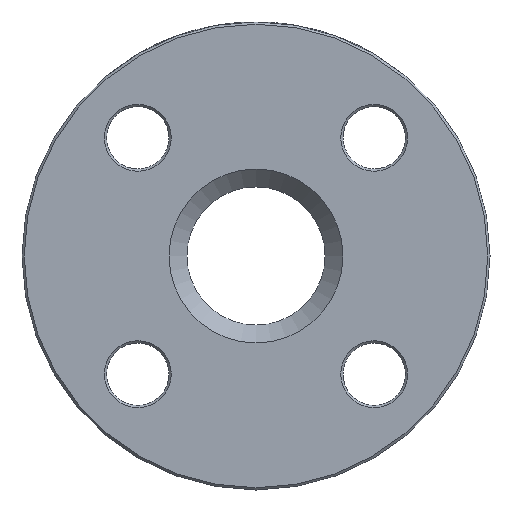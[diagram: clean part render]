
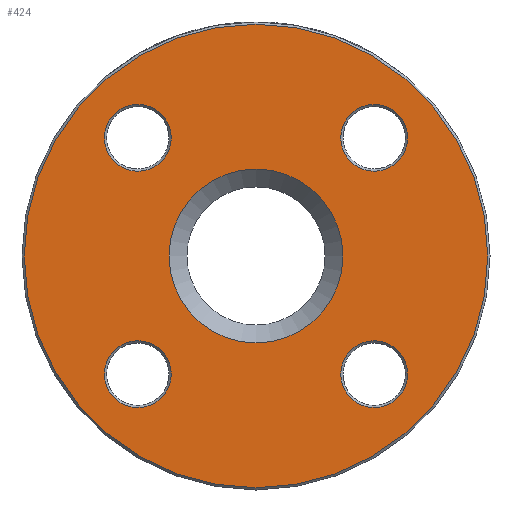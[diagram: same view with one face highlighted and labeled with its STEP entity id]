
A CAD part, left-side view. The second image highlights one B-rep face of the part: STEP entity #424.
In plain terms, the highlighted planar face has unit normal (-1, 0, 0).
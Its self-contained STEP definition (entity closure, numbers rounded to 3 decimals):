
#38 = CARTESIAN_POINT ( 'NONE',  ( 0., 26.517, -26.517 ) ) ;
#107 = CARTESIAN_POINT ( 'NONE',  ( 0., 15.5, 0. ) ) ;
#132 = FACE_OUTER_BOUND ( 'NONE', #228, .T. ) ;
#158 = DIRECTION ( 'NONE',  ( 0., 0., -1. ) ) ;
#228 = EDGE_LOOP ( 'NONE', ( #1993 ) ) ;
#249 = DIRECTION ( 'NONE',  ( 1., 0., 0. ) ) ;
#361 = EDGE_CURVE ( 'NONE', #546, #546, #1850, .T. ) ;
#424 = ADVANCED_FACE ( 'NONE', ( #2264, #132, #1177, #866, #3713, #468 ), #2316, .F. ) ;
#468 = FACE_BOUND ( 'NONE', #3536, .T. ) ;
#489 = CARTESIAN_POINT ( 'NONE',  ( 0., -26.517, -26.517 ) ) ;
#546 = VERTEX_POINT ( 'NONE', #1238 ) ;
#765 = DIRECTION ( 'NONE',  ( 1., 0., 0. ) ) ;
#789 = DIRECTION ( 'NONE',  ( 0., 0., -1. ) ) ;
#866 = FACE_BOUND ( 'NONE', #4303, .T. ) ;
#902 = ORIENTED_EDGE ( 'NONE', *, *, #1408, .T. ) ;
#904 = EDGE_CURVE ( 'NONE', #2026, #2026, #3848, .T. ) ;
#992 = CIRCLE ( 'NONE', #3642, 7.5 ) ;
#1066 = AXIS2_PLACEMENT_3D ( 'NONE', #3836, #4502, #1327 ) ;
#1088 = ORIENTED_EDGE ( 'NONE', *, *, #4107, .T. ) ;
#1177 = FACE_BOUND ( 'NONE', #3341, .T. ) ;
#1238 = CARTESIAN_POINT ( 'NONE',  ( 0., 0., -52. ) ) ;
#1327 = DIRECTION ( 'NONE',  ( 0., 0., -1. ) ) ;
#1359 = CARTESIAN_POINT ( 'NONE',  ( 0., 26.517, 26.517 ) ) ;
#1408 = EDGE_CURVE ( 'NONE', #1679, #1679, #4164, .T. ) ;
#1474 = AXIS2_PLACEMENT_3D ( 'NONE', #107, #3352, #1582 ) ;
#1488 = DIRECTION ( 'NONE',  ( 1., 0., 0. ) ) ;
#1582 = DIRECTION ( 'NONE',  ( 0., 0., -1. ) ) ;
#1623 = DIRECTION ( 'NONE',  ( 0., 0., -1. ) ) ;
#1679 = VERTEX_POINT ( 'NONE', #3451 ) ;
#1746 = EDGE_LOOP ( 'NONE', ( #2279 ) ) ;
#1791 = VERTEX_POINT ( 'NONE', #2122 ) ;
#1850 = CIRCLE ( 'NONE', #2311, 52. ) ;
#1993 = ORIENTED_EDGE ( 'NONE', *, *, #361, .T. ) ;
#2026 = VERTEX_POINT ( 'NONE', #2669 ) ;
#2122 = CARTESIAN_POINT ( 'NONE',  ( 0., -26.517, 19.017 ) ) ;
#2240 = ORIENTED_EDGE ( 'NONE', *, *, #4668, .T. ) ;
#2264 = FACE_BOUND ( 'NONE', #2561, .T. ) ;
#2279 = ORIENTED_EDGE ( 'NONE', *, *, #4577, .T. ) ;
#2311 = AXIS2_PLACEMENT_3D ( 'NONE', #2660, #2971, #158 ) ;
#2316 = PLANE ( 'NONE',  #1474 ) ;
#2408 = AXIS2_PLACEMENT_3D ( 'NONE', #489, #3999, #789 ) ;
#2516 = CARTESIAN_POINT ( 'NONE',  ( 0., 26.517, 19.017 ) ) ;
#2561 = EDGE_LOOP ( 'NONE', ( #902 ) ) ;
#2660 = CARTESIAN_POINT ( 'NONE',  ( 0., 0., 0. ) ) ;
#2669 = CARTESIAN_POINT ( 'NONE',  ( 0., -26.517, -34.017 ) ) ;
#2699 = ORIENTED_EDGE ( 'NONE', *, *, #904, .T. ) ;
#2813 = CARTESIAN_POINT ( 'NONE',  ( 0., 26.517, -34.017 ) ) ;
#2971 = DIRECTION ( 'NONE',  ( -1., 0., 0. ) ) ;
#3168 = VERTEX_POINT ( 'NONE', #2516 ) ;
#3194 = CARTESIAN_POINT ( 'NONE',  ( 0., 0., 0. ) ) ;
#3252 = AXIS2_PLACEMENT_3D ( 'NONE', #38, #1488, #3695 ) ;
#3341 = EDGE_LOOP ( 'NONE', ( #2240 ) ) ;
#3352 = DIRECTION ( 'NONE',  ( 1., 0., 0. ) ) ;
#3451 = CARTESIAN_POINT ( 'NONE',  ( 0., 0., -19.5 ) ) ;
#3536 = EDGE_LOOP ( 'NONE', ( #1088 ) ) ;
#3642 = AXIS2_PLACEMENT_3D ( 'NONE', #1359, #249, #1623 ) ;
#3695 = DIRECTION ( 'NONE',  ( 0., 0., -1. ) ) ;
#3713 = FACE_BOUND ( 'NONE', #1746, .T. ) ;
#3836 = CARTESIAN_POINT ( 'NONE',  ( 0., -26.517, 26.517 ) ) ;
#3848 = CIRCLE ( 'NONE', #2408, 7.5 ) ;
#3943 = CIRCLE ( 'NONE', #1066, 7.5 ) ;
#3980 = DIRECTION ( 'NONE',  ( 0., 0., -1. ) ) ;
#3999 = DIRECTION ( 'NONE',  ( 1., 0., 0. ) ) ;
#4013 = CIRCLE ( 'NONE', #3252, 7.5 ) ;
#4107 = EDGE_CURVE ( 'NONE', #3168, #3168, #992, .T. ) ;
#4164 = CIRCLE ( 'NONE', #4397, 19.5 ) ;
#4303 = EDGE_LOOP ( 'NONE', ( #2699 ) ) ;
#4343 = VERTEX_POINT ( 'NONE', #2813 ) ;
#4397 = AXIS2_PLACEMENT_3D ( 'NONE', #3194, #765, #3980 ) ;
#4502 = DIRECTION ( 'NONE',  ( 1., 0., 0. ) ) ;
#4577 = EDGE_CURVE ( 'NONE', #4343, #4343, #4013, .T. ) ;
#4668 = EDGE_CURVE ( 'NONE', #1791, #1791, #3943, .T. ) ;
